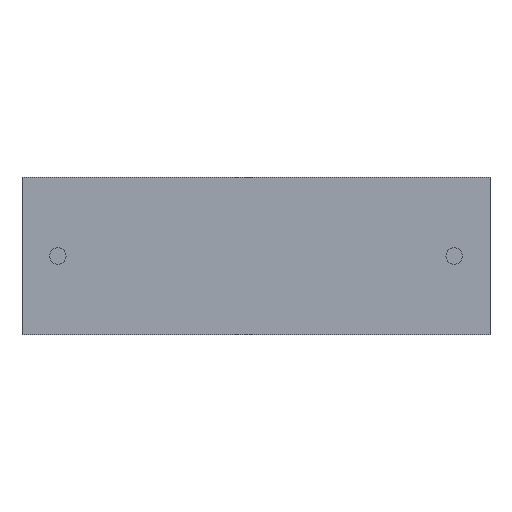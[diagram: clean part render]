
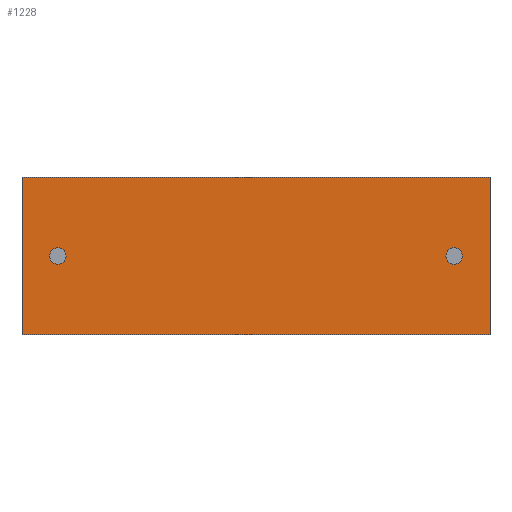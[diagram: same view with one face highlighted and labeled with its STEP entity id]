
A CAD part, front view. The second image highlights one B-rep face of the part: STEP entity #1228.
In plain terms, the highlighted planar face has unit normal (0, -1, 0).
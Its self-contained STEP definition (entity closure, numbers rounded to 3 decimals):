
#1 = DIRECTION ( 'NONE',  ( 0., 0., -1. ) ) ;
#29 = EDGE_CURVE ( 'NONE', #1983, #1900, #342, .T. ) ;
#50 = VECTOR ( 'NONE', #291, 1000. ) ;
#72 = FACE_OUTER_BOUND ( 'NONE', #460, .T. ) ;
#112 = EDGE_CURVE ( 'NONE', #406, #1864, #1970, .T. ) ;
#164 = ORIENTED_EDGE ( 'NONE', *, *, #1611, .F. ) ;
#193 = LINE ( 'NONE', #1426, #634 ) ;
#245 = VERTEX_POINT ( 'NONE', #1114 ) ;
#291 = DIRECTION ( 'NONE',  ( 1., 0., 0. ) ) ;
#299 = CARTESIAN_POINT ( 'NONE',  ( 27.7, 0., 5.05 ) ) ;
#342 = CIRCLE ( 'NONE', #2086, 0.525 ) ;
#349 = VERTEX_POINT ( 'NONE', #1533 ) ;
#398 = EDGE_CURVE ( 'NONE', #1864, #406, #2336, .T. ) ;
#406 = VERTEX_POINT ( 'NONE', #1883 ) ;
#427 = CARTESIAN_POINT ( 'NONE',  ( 0., 0., 10.1 ) ) ;
#445 = CARTESIAN_POINT ( 'NONE',  ( 0., 0., 10.1 ) ) ;
#458 = VERTEX_POINT ( 'NONE', #445 ) ;
#459 = DIRECTION ( 'NONE',  ( 0., 1., 0. ) ) ;
#460 = EDGE_LOOP ( 'NONE', ( #870, #164, #1030, #1976 ) ) ;
#462 = DIRECTION ( 'NONE',  ( 0., 0., 1. ) ) ;
#546 = VECTOR ( 'NONE', #2058, 1000. ) ;
#548 = AXIS2_PLACEMENT_3D ( 'NONE', #1411, #1607, #462 ) ;
#560 = EDGE_CURVE ( 'NONE', #458, #349, #1793, .T. ) ;
#575 = DIRECTION ( 'NONE',  ( 0., 1., 0. ) ) ;
#594 = VECTOR ( 'NONE', #829, 1000. ) ;
#634 = VECTOR ( 'NONE', #1599, 1000. ) ;
#689 = CARTESIAN_POINT ( 'NONE',  ( 27.7, 0., 4.525 ) ) ;
#738 = ORIENTED_EDGE ( 'NONE', *, *, #398, .F. ) ;
#776 = LINE ( 'NONE', #1999, #594 ) ;
#829 = DIRECTION ( 'NONE',  ( 1., 0., 0. ) ) ;
#870 = ORIENTED_EDGE ( 'NONE', *, *, #1715, .T. ) ;
#927 = EDGE_CURVE ( 'NONE', #1900, #1983, #1851, .T. ) ;
#1006 = PLANE ( 'NONE',  #1953 ) ;
#1030 = ORIENTED_EDGE ( 'NONE', *, *, #2348, .F. ) ;
#1077 = AXIS2_PLACEMENT_3D ( 'NONE', #1719, #575, #1 ) ;
#1114 = CARTESIAN_POINT ( 'NONE',  ( 30., 0., 0. ) ) ;
#1228 = ADVANCED_FACE ( 'NONE', ( #2096, #72, #1708 ), #1006, .F. ) ;
#1331 = DIRECTION ( 'NONE',  ( 0., 0., 1. ) ) ;
#1332 = CARTESIAN_POINT ( 'NONE',  ( 2.3, 0., 4.525 ) ) ;
#1411 = CARTESIAN_POINT ( 'NONE',  ( 2.3, 0., 5.05 ) ) ;
#1417 = DIRECTION ( 'NONE',  ( 0., 0., -1. ) ) ;
#1426 = CARTESIAN_POINT ( 'NONE',  ( 30., 0., 10.1 ) ) ;
#1443 = EDGE_LOOP ( 'NONE', ( #1690, #1724 ) ) ;
#1453 = CARTESIAN_POINT ( 'NONE',  ( 0., 0., 0. ) ) ;
#1533 = CARTESIAN_POINT ( 'NONE',  ( 0., 0., 0. ) ) ;
#1591 = LINE ( 'NONE', #1453, #50 ) ;
#1599 = DIRECTION ( 'NONE',  ( 0., 0., -1. ) ) ;
#1607 = DIRECTION ( 'NONE',  ( 0., -1., 0. ) ) ;
#1611 = EDGE_CURVE ( 'NONE', #1699, #245, #193, .T. ) ;
#1637 = CARTESIAN_POINT ( 'NONE',  ( 30., 0., 10.1 ) ) ;
#1690 = ORIENTED_EDGE ( 'NONE', *, *, #29, .T. ) ;
#1699 = VERTEX_POINT ( 'NONE', #1637 ) ;
#1708 = FACE_BOUND ( 'NONE', #1948, .T. ) ;
#1715 = EDGE_CURVE ( 'NONE', #349, #245, #1591, .T. ) ;
#1719 = CARTESIAN_POINT ( 'NONE',  ( 27.7, 0., 5.05 ) ) ;
#1724 = ORIENTED_EDGE ( 'NONE', *, *, #927, .T. ) ;
#1793 = LINE ( 'NONE', #1868, #546 ) ;
#1851 = CIRCLE ( 'NONE', #1077, 0.525 ) ;
#1864 = VERTEX_POINT ( 'NONE', #1332 ) ;
#1868 = CARTESIAN_POINT ( 'NONE',  ( 0., 0., 10.1 ) ) ;
#1883 = CARTESIAN_POINT ( 'NONE',  ( 2.3, 0., 5.575 ) ) ;
#1893 = CARTESIAN_POINT ( 'NONE',  ( 2.3, 0., 5.05 ) ) ;
#1900 = VERTEX_POINT ( 'NONE', #689 ) ;
#1913 = AXIS2_PLACEMENT_3D ( 'NONE', #1893, #2085, #1331 ) ;
#1928 = ORIENTED_EDGE ( 'NONE', *, *, #112, .F. ) ;
#1948 = EDGE_LOOP ( 'NONE', ( #1928, #738 ) ) ;
#1953 = AXIS2_PLACEMENT_3D ( 'NONE', #427, #459, #2172 ) ;
#1970 = CIRCLE ( 'NONE', #548, 0.525 ) ;
#1976 = ORIENTED_EDGE ( 'NONE', *, *, #560, .T. ) ;
#1983 = VERTEX_POINT ( 'NONE', #2256 ) ;
#1999 = CARTESIAN_POINT ( 'NONE',  ( 0., 0., 10.1 ) ) ;
#2058 = DIRECTION ( 'NONE',  ( 0., 0., -1. ) ) ;
#2085 = DIRECTION ( 'NONE',  ( 0., -1., 0. ) ) ;
#2086 = AXIS2_PLACEMENT_3D ( 'NONE', #299, #2173, #1417 ) ;
#2096 = FACE_BOUND ( 'NONE', #1443, .T. ) ;
#2172 = DIRECTION ( 'NONE',  ( 0., 0., 1. ) ) ;
#2173 = DIRECTION ( 'NONE',  ( 0., 1., 0. ) ) ;
#2256 = CARTESIAN_POINT ( 'NONE',  ( 27.7, 0., 5.575 ) ) ;
#2336 = CIRCLE ( 'NONE', #1913, 0.525 ) ;
#2348 = EDGE_CURVE ( 'NONE', #458, #1699, #776, .T. ) ;
